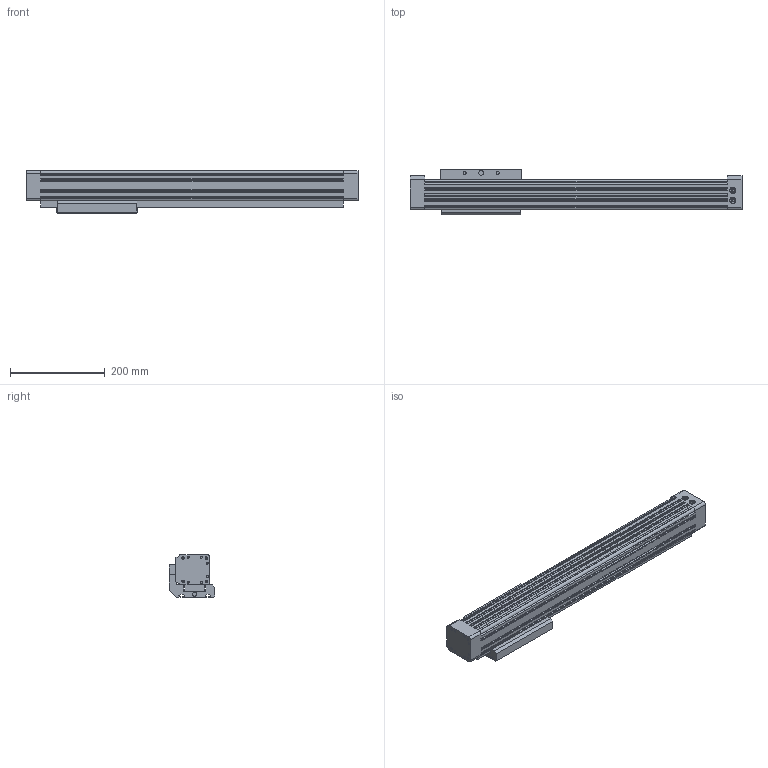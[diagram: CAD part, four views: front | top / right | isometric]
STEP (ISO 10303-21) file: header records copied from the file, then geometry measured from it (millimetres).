
FILE_DESCRIPTION(/* description */ ('STEP AP214'),/* implementation_level */ '2;1');
FILE_NAME(/* name */ '526666_DGPL-40-400-PPV-A-B-KF',/* time_stamp */ '2024-08-15T23:49:25+02:00',/* author */ ('License CC BY-ND 4.0'),/* organization */ ('CADENAS'),/* preprocessor_version */ 'ST-DEVELOPER v19.3',/* originating_system */ 'PARTsolutions',/* authorisation */ ' ');
FILE_SCHEMA (('TECHNICAL_DATA_PACKAGING','INTEGRATED_CNC_SCHEMA','AP242_MANAGED_MODEL_BASED_3D_ENGINEERING_MIM_LF { 1 0 10303 442 3 1 4 }','AUTOMOTIVE_DESIGN {1 0 10303 214 3 1 1}'));
Length unit declared in the file: millimetre
Products named in the file (6): 526666 DGPL-40-400-PPV-A-B-KF---(asm_0); DGPL-40-400-PPV-A-B-KF-GK-SH---(ZR_0); DGP-40(M)-(-GK); DGP-40-(slide)-(-GK); 40x400-2-(S_1); 116516 G1/4
Assembly tree (8 placements, depth 2):
  526666 DGPL-40-400-PPV-A-B-KF---(asm_0)
    DGPL-40-400-PPV-A-B-KF-GK-SH---(ZR_0)
    DGP-40(M)-(-GK)
    DGP-40-(slide)-(-GK)
    40x400-2-(S_1)
    116516 G1/4  x4
Bounding box: 700 x 96.5 x 90.5 mm (x, y, z)
Volume: 3336767.4 mm3; surface area: 460014.8 mm2
Topology: 8 solids, 8 shells, 516 faces, 1287 edges, 832 vertices
Faces by surface type: plane 282, cylinder 172, cone 62
Full cylindrical faces by diameter (mm): 4.134 x8, 4.3 x12, 4.8 x6, 4.917 x6, 6.5 x2, 9 x10, 10 x1, 11.445 x6, 13.157 x12, 25 x1
Entity records: 13103 total; most frequent: DIRECTION 2279, CARTESIAN_POINT 2202, ORIENTED_EDGE 2004, EDGE_CURVE 1002, AXIS2_PLACEMENT_3D 833, VERTEX_POINT 722, FACE_BOUND 614, LINE 613
